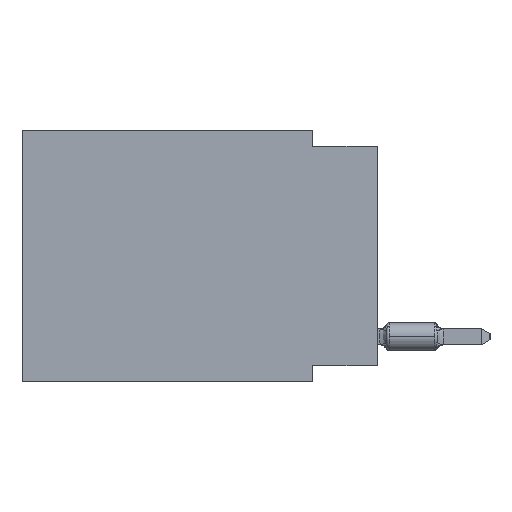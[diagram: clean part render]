
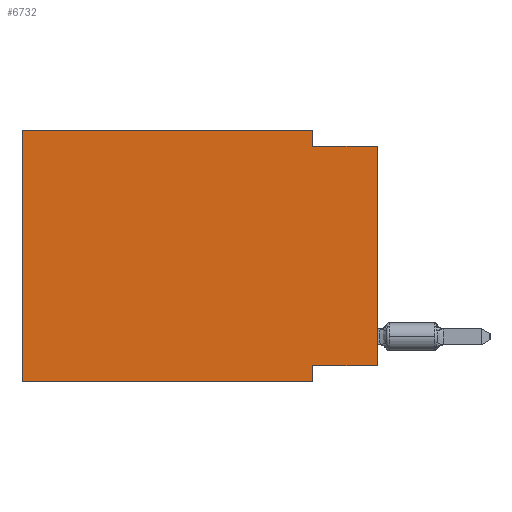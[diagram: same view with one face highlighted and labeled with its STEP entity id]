
A CAD part, left-side view. The second image highlights one B-rep face of the part: STEP entity #6732.
In plain terms, the highlighted planar face has unit normal (-1, 0, 0).
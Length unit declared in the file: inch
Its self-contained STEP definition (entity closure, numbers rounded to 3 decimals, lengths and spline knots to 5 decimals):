
#585 = DIRECTION ( 'NONE',  ( 0., 1., 0. ) ) ;
#667 = VECTOR ( 'NONE', #12807, 39.37008 ) ;
#1700 = EDGE_CURVE ( 'NONE', #23352, #9408, #7547, .T. ) ;
#2883 = VECTOR ( 'NONE', #16337, 39.37008 ) ;
#3243 = VECTOR ( 'NONE', #13626, 39.37008 ) ;
#3827 = CARTESIAN_POINT ( 'NONE',  ( 0., 0.1, -0.025 ) ) ;
#4011 = CARTESIAN_POINT ( 'NONE',  ( 0., 0.1, -0.365 ) ) ;
#4150 = LINE ( 'NONE', #28552, #26012 ) ;
#5153 = CARTESIAN_POINT ( 'NONE',  ( 0., 0., -0.025 ) ) ;
#5493 = VERTEX_POINT ( 'NONE', #10832 ) ;
#6529 = VERTEX_POINT ( 'NONE', #4011 ) ;
#6732 = ADVANCED_FACE ( 'NONE', ( #21881 ), #29787, .F. ) ;
#7364 = CARTESIAN_POINT ( 'NONE',  ( 0., 0.55, 0. ) ) ;
#7546 = DIRECTION ( 'NONE',  ( 0., -1., 0. ) ) ;
#7547 = LINE ( 'NONE', #7364, #31229 ) ;
#8843 = ORIENTED_EDGE ( 'NONE', *, *, #33279, .F. ) ;
#9082 = DIRECTION ( 'NONE',  ( 1., 0., 0. ) ) ;
#9408 = VERTEX_POINT ( 'NONE', #16325 ) ;
#9461 = ORIENTED_EDGE ( 'NONE', *, *, #10878, .F. ) ;
#9947 = DIRECTION ( 'NONE',  ( 0., 0., 1. ) ) ;
#10214 = CARTESIAN_POINT ( 'NONE',  ( 0., 0., -0.365 ) ) ;
#10686 = LINE ( 'NONE', #28958, #667 ) ;
#10832 = CARTESIAN_POINT ( 'NONE',  ( 0., 0.1, -0.39 ) ) ;
#10878 = EDGE_CURVE ( 'NONE', #9408, #33044, #10686, .T. ) ;
#11329 = CARTESIAN_POINT ( 'NONE',  ( 0., 0.55, 0. ) ) ;
#11461 = VECTOR ( 'NONE', #7546, 39.37008 ) ;
#11727 = EDGE_CURVE ( 'NONE', #12736, #5493, #32506, .T. ) ;
#12274 = DIRECTION ( 'NONE',  ( 0., -1., 0. ) ) ;
#12670 = ORIENTED_EDGE ( 'NONE', *, *, #26966, .F. ) ;
#12736 = VERTEX_POINT ( 'NONE', #14143 ) ;
#12807 = DIRECTION ( 'NONE',  ( 0., 0., -1. ) ) ;
#13595 = DIRECTION ( 'NONE',  ( 0., 0., 1. ) ) ;
#13626 = DIRECTION ( 'NONE',  ( 0., 0., -1. ) ) ;
#14143 = CARTESIAN_POINT ( 'NONE',  ( 0., 0.55, -0.39 ) ) ;
#14167 = DIRECTION ( 'NONE',  ( 0., 0., -1. ) ) ;
#14782 = EDGE_CURVE ( 'NONE', #23541, #29107, #29569, .T. ) ;
#14805 = VECTOR ( 'NONE', #13595, 39.37008 ) ;
#15579 = VECTOR ( 'NONE', #585, 39.37008 ) ;
#15599 = EDGE_CURVE ( 'NONE', #33044, #29107, #28768, .T. ) ;
#16325 = CARTESIAN_POINT ( 'NONE',  ( 0., 0.1, 0. ) ) ;
#16337 = DIRECTION ( 'NONE',  ( 0., -1., 0. ) ) ;
#16970 = CARTESIAN_POINT ( 'NONE',  ( 0., 0.55, 0. ) ) ;
#20553 = ORIENTED_EDGE ( 'NONE', *, *, #1700, .F. ) ;
#20861 = CARTESIAN_POINT ( 'NONE',  ( 0., 0., -0.025 ) ) ;
#21154 = CARTESIAN_POINT ( 'NONE',  ( 0., 0., 0. ) ) ;
#21303 = LINE ( 'NONE', #27265, #15579 ) ;
#21881 = FACE_OUTER_BOUND ( 'NONE', #25154, .T. ) ;
#23352 = VERTEX_POINT ( 'NONE', #11329 ) ;
#23541 = VERTEX_POINT ( 'NONE', #10214 ) ;
#24072 = CARTESIAN_POINT ( 'NONE',  ( 0., 0.55, -0.39 ) ) ;
#25089 = ORIENTED_EDGE ( 'NONE', *, *, #11727, .T. ) ;
#25154 = EDGE_LOOP ( 'NONE', ( #34250, #34721, #9461, #20553, #12670, #25089, #8843, #25383 ) ) ;
#25383 = ORIENTED_EDGE ( 'NONE', *, *, #31834, .F. ) ;
#25900 = AXIS2_PLACEMENT_3D ( 'NONE', #16970, #9082, #14167 ) ;
#26012 = VECTOR ( 'NONE', #9947, 39.37008 ) ;
#26966 = EDGE_CURVE ( 'NONE', #12736, #23352, #4150, .T. ) ;
#27138 = LINE ( 'NONE', #29605, #3243 ) ;
#27265 = CARTESIAN_POINT ( 'NONE',  ( 0., 0., -0.365 ) ) ;
#28552 = CARTESIAN_POINT ( 'NONE',  ( 0., 0.55, 0. ) ) ;
#28768 = LINE ( 'NONE', #20861, #11461 ) ;
#28958 = CARTESIAN_POINT ( 'NONE',  ( 0., 0.1, 0. ) ) ;
#29107 = VERTEX_POINT ( 'NONE', #5153 ) ;
#29569 = LINE ( 'NONE', #21154, #14805 ) ;
#29605 = CARTESIAN_POINT ( 'NONE',  ( 0., 0.1, -0.39 ) ) ;
#29787 = PLANE ( 'NONE',  #25900 ) ;
#31229 = VECTOR ( 'NONE', #12274, 39.37008 ) ;
#31834 = EDGE_CURVE ( 'NONE', #23541, #6529, #21303, .T. ) ;
#32506 = LINE ( 'NONE', #24072, #2883 ) ;
#33044 = VERTEX_POINT ( 'NONE', #3827 ) ;
#33279 = EDGE_CURVE ( 'NONE', #6529, #5493, #27138, .T. ) ;
#34250 = ORIENTED_EDGE ( 'NONE', *, *, #14782, .T. ) ;
#34721 = ORIENTED_EDGE ( 'NONE', *, *, #15599, .F. ) ;
